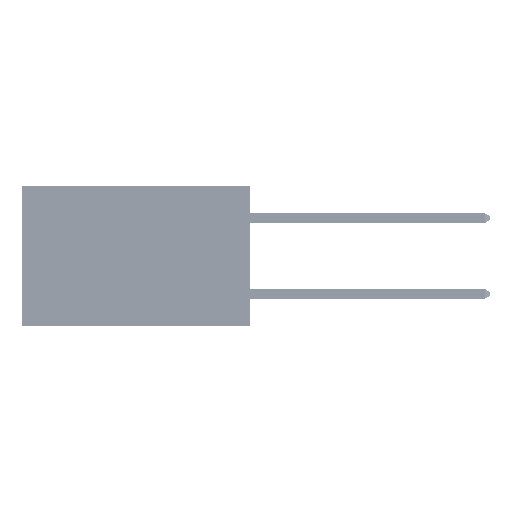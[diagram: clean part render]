
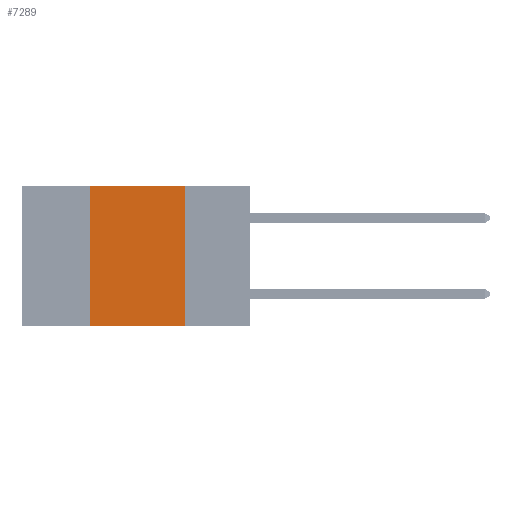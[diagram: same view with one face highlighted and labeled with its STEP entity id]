
A CAD part, left-side view. The second image highlights one B-rep face of the part: STEP entity #7289.
In plain terms, the highlighted planar face has unit normal (-1, 0, 0).
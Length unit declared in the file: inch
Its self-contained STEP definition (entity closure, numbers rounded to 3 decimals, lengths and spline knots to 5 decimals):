
#307 = VECTOR ( 'NONE', #30139, 39.37008 ) ;
#698 = AXIS2_PLACEMENT_3D ( 'NONE', #24862, #36294, #1426 ) ;
#1426 = DIRECTION ( 'NONE',  ( 0., 0., -1. ) ) ;
#2984 = CARTESIAN_POINT ( 'NONE',  ( 0., 0.6, 0. ) ) ;
#4647 = VERTEX_POINT ( 'NONE', #33816 ) ;
#4857 = CARTESIAN_POINT ( 'NONE',  ( 0., 0.42, -0.37 ) ) ;
#6573 = DIRECTION ( 'NONE',  ( 0., -1., 0. ) ) ;
#7289 = ADVANCED_FACE ( 'NONE', ( #42018 ), #24520, .F. ) ;
#7296 = VERTEX_POINT ( 'NONE', #4857 ) ;
#10854 = ORIENTED_EDGE ( 'NONE', *, *, #42896, .F. ) ;
#12962 = ORIENTED_EDGE ( 'NONE', *, *, #40325, .T. ) ;
#15456 = DIRECTION ( 'NONE',  ( 0., 0., -1. ) ) ;
#18489 = VERTEX_POINT ( 'NONE', #37963 ) ;
#23344 = CARTESIAN_POINT ( 'NONE',  ( 0., 0.17, 0. ) ) ;
#24520 = PLANE ( 'NONE',  #698 ) ;
#24862 = CARTESIAN_POINT ( 'NONE',  ( 0., 0.6, 0. ) ) ;
#25911 = CARTESIAN_POINT ( 'NONE',  ( 0., 0.6, -0.37 ) ) ;
#29634 = LINE ( 'NONE', #2984, #307 ) ;
#30139 = DIRECTION ( 'NONE',  ( 0., -1., 0. ) ) ;
#30753 = DIRECTION ( 'NONE',  ( 0., 0., 1. ) ) ;
#31427 = LINE ( 'NONE', #25911, #49737 ) ;
#32164 = CARTESIAN_POINT ( 'NONE',  ( 0., 0.17, 0. ) ) ;
#33419 = LINE ( 'NONE', #23344, #50516 ) ;
#33816 = CARTESIAN_POINT ( 'NONE',  ( 0., 0.42, 0. ) ) ;
#35227 = CARTESIAN_POINT ( 'NONE',  ( 0., 0.42, 0. ) ) ;
#36294 = DIRECTION ( 'NONE',  ( 1., 0., 0. ) ) ;
#37963 = CARTESIAN_POINT ( 'NONE',  ( 0., 0.17, -0.37 ) ) ;
#39029 = EDGE_LOOP ( 'NONE', ( #10854, #49154, #48228, #12962 ) ) ;
#40325 = EDGE_CURVE ( 'NONE', #7296, #18489, #31427, .T. ) ;
#41145 = VECTOR ( 'NONE', #30753, 39.37008 ) ;
#41205 = EDGE_CURVE ( 'NONE', #7296, #4647, #44172, .T. ) ;
#42018 = FACE_OUTER_BOUND ( 'NONE', #39029, .T. ) ;
#42896 = EDGE_CURVE ( 'NONE', #49580, #18489, #33419, .T. ) ;
#44098 = EDGE_CURVE ( 'NONE', #4647, #49580, #29634, .T. ) ;
#44172 = LINE ( 'NONE', #35227, #41145 ) ;
#48228 = ORIENTED_EDGE ( 'NONE', *, *, #41205, .F. ) ;
#49154 = ORIENTED_EDGE ( 'NONE', *, *, #44098, .F. ) ;
#49580 = VERTEX_POINT ( 'NONE', #32164 ) ;
#49737 = VECTOR ( 'NONE', #6573, 39.37008 ) ;
#50516 = VECTOR ( 'NONE', #15456, 39.37008 ) ;
